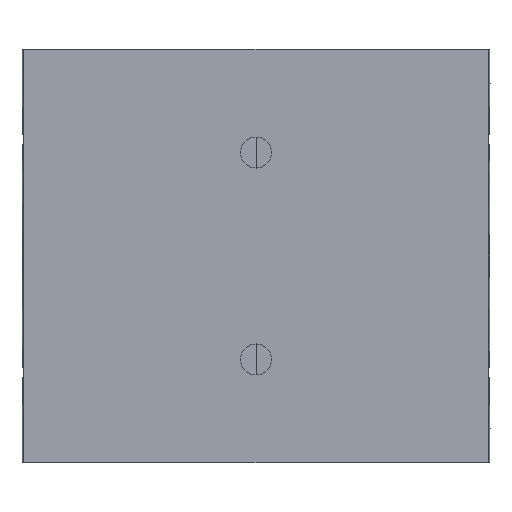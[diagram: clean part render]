
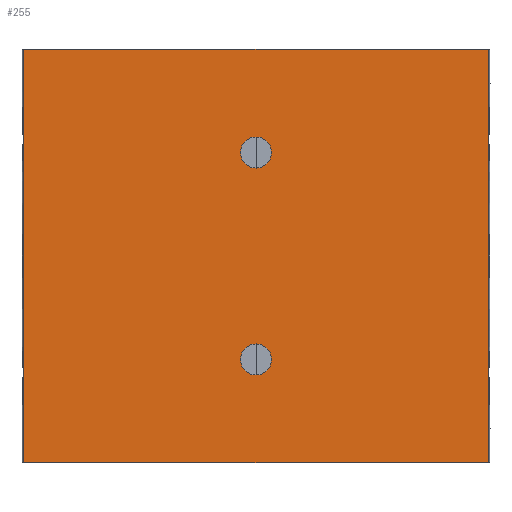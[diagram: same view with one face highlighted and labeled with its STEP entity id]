
A CAD part, front view. The second image highlights one B-rep face of the part: STEP entity #255.
In plain terms, the highlighted planar face has unit normal (0, -1, 0).
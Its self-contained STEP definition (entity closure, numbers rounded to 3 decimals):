
#15 = ORIENTED_EDGE ( 'NONE', *, *, #636, .F. ) ;
#21 = CIRCLE ( 'NONE', #41, 2.25 ) ;
#22 = CARTESIAN_POINT ( 'NONE',  ( 0., 0., 15. ) ) ;
#25 = EDGE_CURVE ( 'NONE', #77, #147, #858, .T. ) ;
#30 = CARTESIAN_POINT ( 'NONE',  ( 0., 0., 17.25 ) ) ;
#41 = AXIS2_PLACEMENT_3D ( 'NONE', #657, #565, #1108 ) ;
#52 = DIRECTION ( 'NONE',  ( 0., 0., -1. ) ) ;
#55 = AXIS2_PLACEMENT_3D ( 'NONE', #476, #1117, #100 ) ;
#58 = CARTESIAN_POINT ( 'NONE',  ( 33.7, 0., 60. ) ) ;
#77 = VERTEX_POINT ( 'NONE', #911 ) ;
#86 = ORIENTED_EDGE ( 'NONE', *, *, #25, .F. ) ;
#93 = VERTEX_POINT ( 'NONE', #1040 ) ;
#100 = DIRECTION ( 'NONE',  ( 0., 0., -1. ) ) ;
#103 = DIRECTION ( 'NONE',  ( -1., 0., 0. ) ) ;
#104 = DIRECTION ( 'NONE',  ( 0., 0., 1. ) ) ;
#106 = ORIENTED_EDGE ( 'NONE', *, *, #508, .F. ) ;
#113 = CARTESIAN_POINT ( 'NONE',  ( -33.7, 0., 60. ) ) ;
#128 = CIRCLE ( 'NONE', #1052, 2.25 ) ;
#137 = DIRECTION ( 'NONE',  ( 0., 0., -1. ) ) ;
#145 = FACE_OUTER_BOUND ( 'NONE', #188, .T. ) ;
#147 = VERTEX_POINT ( 'NONE', #777 ) ;
#183 = VECTOR ( 'NONE', #236, 1000. ) ;
#188 = EDGE_LOOP ( 'NONE', ( #106, #86, #349, #307 ) ) ;
#194 = CARTESIAN_POINT ( 'NONE',  ( 0., 0., 60. ) ) ;
#217 = DIRECTION ( 'NONE',  ( 0., -1., 0. ) ) ;
#233 = DIRECTION ( 'NONE',  ( 0., -1., 0. ) ) ;
#236 = DIRECTION ( 'NONE',  ( 0., 0., -1. ) ) ;
#255 = ADVANCED_FACE ( 'NONE', ( #145, #1064, #980 ), #381, .T. ) ;
#287 = CIRCLE ( 'NONE', #873, 2.25 ) ;
#307 = ORIENTED_EDGE ( 'NONE', *, *, #427, .T. ) ;
#327 = CARTESIAN_POINT ( 'NONE',  ( 0., 0., 45. ) ) ;
#341 = CARTESIAN_POINT ( 'NONE',  ( 0., 0., 42.75 ) ) ;
#349 = ORIENTED_EDGE ( 'NONE', *, *, #1058, .T. ) ;
#381 = PLANE ( 'NONE',  #55 ) ;
#419 = ORIENTED_EDGE ( 'NONE', *, *, #925, .T. ) ;
#427 = EDGE_CURVE ( 'NONE', #827, #859, #760, .T. ) ;
#442 = VERTEX_POINT ( 'NONE', #341 ) ;
#471 = CARTESIAN_POINT ( 'NONE',  ( 0., 0., 47.25 ) ) ;
#474 = VECTOR ( 'NONE', #103, 1000. ) ;
#476 = CARTESIAN_POINT ( 'NONE',  ( 0., 0., 60. ) ) ;
#508 = EDGE_CURVE ( 'NONE', #147, #859, #894, .T. ) ;
#565 = DIRECTION ( 'NONE',  ( 0., 1., 0. ) ) ;
#569 = DIRECTION ( 'NONE',  ( -1., 0., 0. ) ) ;
#584 = VECTOR ( 'NONE', #698, 1000. ) ;
#596 = EDGE_CURVE ( 'NONE', #897, #442, #128, .T. ) ;
#601 = CARTESIAN_POINT ( 'NONE',  ( 0., 0., 45. ) ) ;
#628 = AXIS2_PLACEMENT_3D ( 'NONE', #327, #217, #52 ) ;
#636 = EDGE_CURVE ( 'NONE', #442, #897, #1043, .T. ) ;
#644 = ORIENTED_EDGE ( 'NONE', *, *, #596, .F. ) ;
#657 = CARTESIAN_POINT ( 'NONE',  ( 0., 0., 15. ) ) ;
#667 = CARTESIAN_POINT ( 'NONE',  ( -33.7, 0., 0. ) ) ;
#676 = CARTESIAN_POINT ( 'NONE',  ( 0., 0., 0. ) ) ;
#682 = EDGE_LOOP ( 'NONE', ( #15, #644 ) ) ;
#698 = DIRECTION ( 'NONE',  ( 0., 0., -1. ) ) ;
#718 = VERTEX_POINT ( 'NONE', #30 ) ;
#760 = LINE ( 'NONE', #1153, #183 ) ;
#776 = LINE ( 'NONE', #194, #474 ) ;
#777 = CARTESIAN_POINT ( 'NONE',  ( 33.7, 0., 0. ) ) ;
#806 = ORIENTED_EDGE ( 'NONE', *, *, #863, .T. ) ;
#827 = VERTEX_POINT ( 'NONE', #113 ) ;
#858 = LINE ( 'NONE', #58, #584 ) ;
#859 = VERTEX_POINT ( 'NONE', #667 ) ;
#863 = EDGE_CURVE ( 'NONE', #718, #93, #287, .T. ) ;
#873 = AXIS2_PLACEMENT_3D ( 'NONE', #22, #941, #104 ) ;
#894 = LINE ( 'NONE', #676, #985 ) ;
#897 = VERTEX_POINT ( 'NONE', #471 ) ;
#911 = CARTESIAN_POINT ( 'NONE',  ( 33.7, 0., 60. ) ) ;
#925 = EDGE_CURVE ( 'NONE', #93, #718, #21, .T. ) ;
#941 = DIRECTION ( 'NONE',  ( 0., 1., 0. ) ) ;
#980 = FACE_BOUND ( 'NONE', #1140, .T. ) ;
#985 = VECTOR ( 'NONE', #569, 1000. ) ;
#1040 = CARTESIAN_POINT ( 'NONE',  ( 0., 0., 12.75 ) ) ;
#1043 = CIRCLE ( 'NONE', #628, 2.25 ) ;
#1052 = AXIS2_PLACEMENT_3D ( 'NONE', #601, #233, #137 ) ;
#1058 = EDGE_CURVE ( 'NONE', #77, #827, #776, .T. ) ;
#1064 = FACE_BOUND ( 'NONE', #682, .T. ) ;
#1108 = DIRECTION ( 'NONE',  ( 0., 0., 1. ) ) ;
#1117 = DIRECTION ( 'NONE',  ( 0., -1., 0. ) ) ;
#1140 = EDGE_LOOP ( 'NONE', ( #419, #806 ) ) ;
#1153 = CARTESIAN_POINT ( 'NONE',  ( -33.7, 0., 60. ) ) ;
